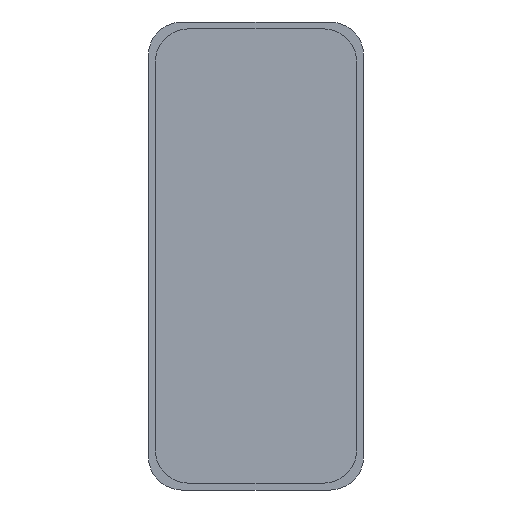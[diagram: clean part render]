
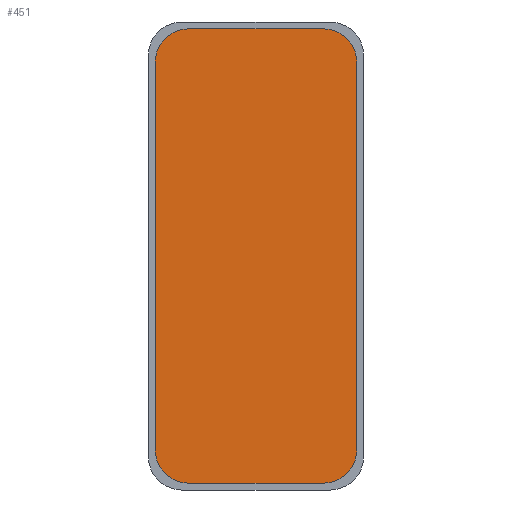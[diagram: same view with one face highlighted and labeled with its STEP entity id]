
A CAD part, front view. The second image highlights one B-rep face of the part: STEP entity #451.
In plain terms, the highlighted planar face has unit normal (0, -1, 0).
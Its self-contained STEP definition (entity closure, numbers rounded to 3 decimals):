
#23=PLANE('',#518);
#52=FACE_OUTER_BOUND('',#79,.T.);
#79=EDGE_LOOP('',(#378,#379,#380,#381,#382,#383,#384,#385));
#103=LINE('',#749,#139);
#107=LINE('',#761,#143);
#111=LINE('',#773,#147);
#115=LINE('',#785,#151);
#139=VECTOR('',#609,10.);
#143=VECTOR('',#621,10.);
#147=VECTOR('',#633,10.);
#151=VECTOR('',#645,10.);
#177=CIRCLE('',#505,7.32);
#179=CIRCLE('',#509,7.32);
#181=CIRCLE('',#513,7.32);
#183=CIRCLE('',#517,7.32);
#209=VERTEX_POINT('',#746);
#210=VERTEX_POINT('',#748);
#212=VERTEX_POINT('',#754);
#214=VERTEX_POINT('',#760);
#216=VERTEX_POINT('',#766);
#218=VERTEX_POINT('',#772);
#220=VERTEX_POINT('',#778);
#222=VERTEX_POINT('',#784);
#261=EDGE_CURVE('',#210,#209,#103,.T.);
#264=EDGE_CURVE('',#212,#210,#177,.T.);
#267=EDGE_CURVE('',#214,#212,#107,.T.);
#270=EDGE_CURVE('',#216,#214,#179,.T.);
#273=EDGE_CURVE('',#218,#216,#111,.T.);
#276=EDGE_CURVE('',#220,#218,#181,.T.);
#279=EDGE_CURVE('',#222,#220,#115,.T.);
#282=EDGE_CURVE('',#209,#222,#183,.T.);
#378=ORIENTED_EDGE('',*,*,#282,.T.);
#379=ORIENTED_EDGE('',*,*,#279,.T.);
#380=ORIENTED_EDGE('',*,*,#276,.T.);
#381=ORIENTED_EDGE('',*,*,#273,.T.);
#382=ORIENTED_EDGE('',*,*,#270,.T.);
#383=ORIENTED_EDGE('',*,*,#267,.T.);
#384=ORIENTED_EDGE('',*,*,#264,.T.);
#385=ORIENTED_EDGE('',*,*,#261,.T.);
#451=ADVANCED_FACE('',(#52),#23,.F.);
#505=AXIS2_PLACEMENT_3D('',#755,#615,#616);
#509=AXIS2_PLACEMENT_3D('',#767,#627,#628);
#513=AXIS2_PLACEMENT_3D('',#779,#639,#640);
#517=AXIS2_PLACEMENT_3D('',#789,#651,#652);
#518=AXIS2_PLACEMENT_3D('',#790,#653,#654);
#609=DIRECTION('',(0.,0.,1.));
#615=DIRECTION('center_axis',(0.,-1.,0.));
#616=DIRECTION('ref_axis',(1.,0.,0.));
#621=DIRECTION('',(1.,0.,0.));
#627=DIRECTION('center_axis',(0.,-1.,0.));
#628=DIRECTION('ref_axis',(0.,0.,-1.));
#633=DIRECTION('',(0.,0.,-1.));
#639=DIRECTION('center_axis',(0.,-1.,0.));
#640=DIRECTION('ref_axis',(-1.,0.,0.));
#645=DIRECTION('',(-1.,0.,0.));
#651=DIRECTION('center_axis',(0.,-1.,0.));
#652=DIRECTION('ref_axis',(0.,0.,1.));
#653=DIRECTION('center_axis',(0.,1.,0.));
#654=DIRECTION('ref_axis',(1.,0.,0.));
#746=CARTESIAN_POINT('',(22.05,-2.235,42.405));
#748=CARTESIAN_POINT('',(22.05,-2.235,-42.405));
#749=CARTESIAN_POINT('',(22.05,-2.235,42.405));
#754=CARTESIAN_POINT('',(14.73,-2.235,-49.725));
#755=CARTESIAN_POINT('Origin',(14.73,-2.235,-42.405));
#760=CARTESIAN_POINT('',(-14.73,-2.235,-49.725));
#761=CARTESIAN_POINT('',(14.73,-2.235,-49.725));
#766=CARTESIAN_POINT('',(-22.05,-2.235,-42.405));
#767=CARTESIAN_POINT('Origin',(-14.73,-2.235,-42.405));
#772=CARTESIAN_POINT('',(-22.05,-2.235,42.405));
#773=CARTESIAN_POINT('',(-22.05,-2.235,-42.405));
#778=CARTESIAN_POINT('',(-14.73,-2.235,49.725));
#779=CARTESIAN_POINT('Origin',(-14.73,-2.235,42.405));
#784=CARTESIAN_POINT('',(14.73,-2.235,49.725));
#785=CARTESIAN_POINT('',(-14.73,-2.235,49.725));
#789=CARTESIAN_POINT('Origin',(14.73,-2.235,42.405));
#790=CARTESIAN_POINT('Origin',(0.,-2.235,0.));
